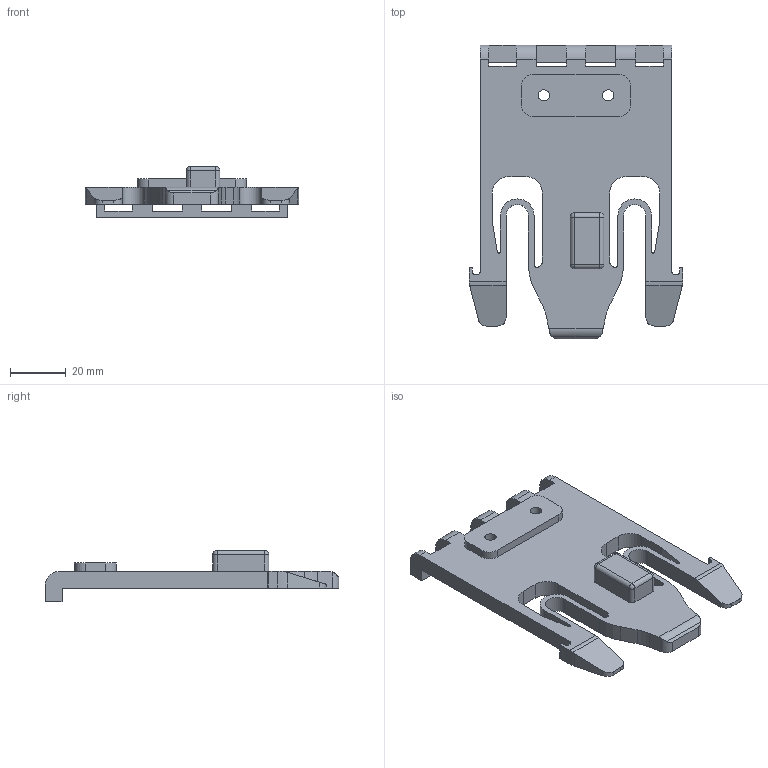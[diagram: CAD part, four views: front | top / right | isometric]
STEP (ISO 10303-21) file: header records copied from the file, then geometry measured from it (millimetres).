
FILE_DESCRIPTION(('HOOPS Exchange Step'),'2;1');
FILE_NAME('temp_export','2023-01-09T18:57:03+09:00',('mobile'),('Shapr3D Limited'),'HOOPS Exchange 2022.1','Shapr3D','Authorized');
FILE_SCHEMA( ('AUTOMOTIVE_DESIGN { 1 0 10303 214 1 1 1 1 }') );
Length unit declared in the file: millimetre
Products named in the file (1): root
Bounding box: 76.5 x 104.95 x 18.3 mm (x, y, z)
Volume: 33070.8 mm3; surface area: 17878.6 mm2
Topology: 1 solids, 1 shells, 179 faces, 536 edges, 352 vertices
Faces by surface type: plane 94, cylinder 79, sphere 4, cone 2
Full cylindrical faces by diameter (mm): 4 x2
Entity records: 6097 total; most frequent: CARTESIAN_POINT 1085, ORIENTED_EDGE 1064, DIRECTION 1054, EDGE_CURVE 532, VECTOR 362, LINE 362, VERTEX_POINT 352, AXIS2_PLACEMENT_3D 346
